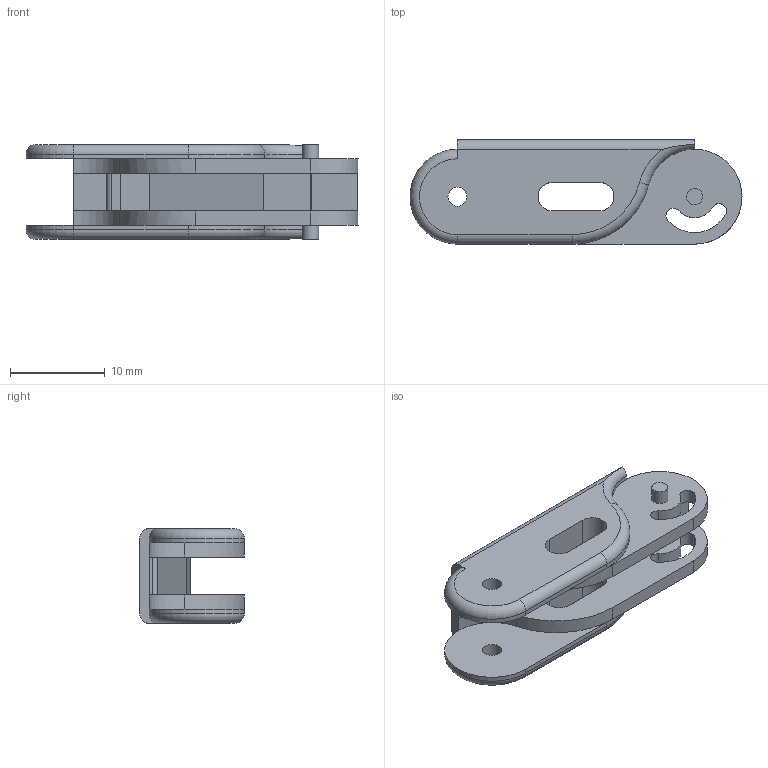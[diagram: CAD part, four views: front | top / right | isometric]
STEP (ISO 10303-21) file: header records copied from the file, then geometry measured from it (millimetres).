
FILE_DESCRIPTION(/* description */ (''),/* implementation_level */ '2;1');
FILE_NAME(/* name */ 'littlemiddlephalanx v5.stp',/* time_stamp */ '2022-06-18T23:05:09+02:00',/* author */ (''),/* organization */ (''),/* preprocessor_version */ 'ST-DEVELOPER v19',/* originating_system */ 'Autodesk Translation Framework v11.7.0.108',/* authorisation */ '');
FILE_SCHEMA (('AUTOMOTIVE_DESIGN { 1 0 10303 214 3 1 1 }','FEATURE_BASED_PROCESS_PLANNING'));
Length unit declared in the file: millimetre
Products named in the file (1): little_middle_phalanx
Bounding box: 35 x 11 x 10 mm (x, y, z)
Volume: 1724.9 mm3; surface area: 1915.6 mm2
Topology: 1 solids, 1 shells, 69 faces, 185 edges, 116 vertices
Faces by surface type: cylinder 33, plane 30, torus 6
Full cylindrical faces by diameter (mm): 2 x2
Entity records: 2242 total; most frequent: DIRECTION 407, CARTESIAN_POINT 385, ORIENTED_EDGE 370, EDGE_CURVE 185, AXIS2_PLACEMENT_3D 154, VERTEX_POINT 116, LINE 99, VECTOR 99
